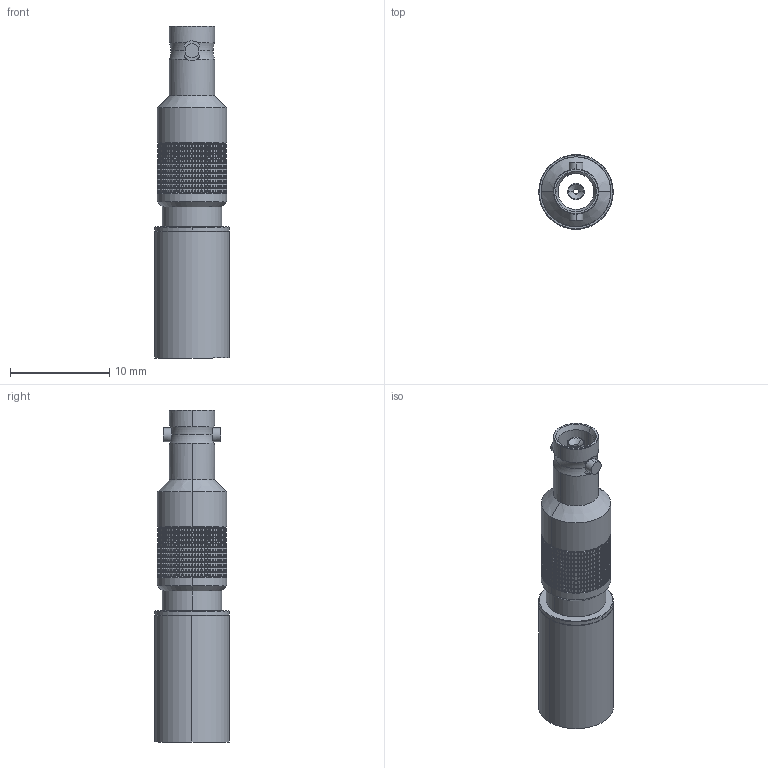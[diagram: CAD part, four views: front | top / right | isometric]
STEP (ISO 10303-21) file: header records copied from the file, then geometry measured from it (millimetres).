
FILE_DESCRIPTION (( 'STEP AP214' ), '1' );
FILE_NAME ('67-054-B66-FB1.STEP', '2024-07-30T15:07:13', ( '' ), ( '' ), 'SwSTEP 2.0', 'SolidWorks 2023', '' );
FILE_SCHEMA (( 'AUTOMOTIVE_DESIGN' ));
Length unit declared in the file: millimetre
Products named in the file (1): 67-054-B66-FB1
Bounding box: 7.5 x 7.5 x 33.4 mm (x, y, z)
Surface area: 1172.1 mm2 (no closed solid volume)
Topology: 0 solids, 6 shells, 3472 faces, 7041 edges, 3575 vertices
Faces by surface type: cone 1380, plane 1372, cylinder 714, torus 6
Entity records: 89201 total; most frequent: CARTESIAN_POINT 22359, ORIENTED_EDGE 14062, DIRECTION 13438, EDGE_CURVE 7041, AXIS2_PLACEMENT_3D 5674, VERTEX_POINT 3575, EDGE_LOOP 3478, FACE_OUTER_BOUND 3472
